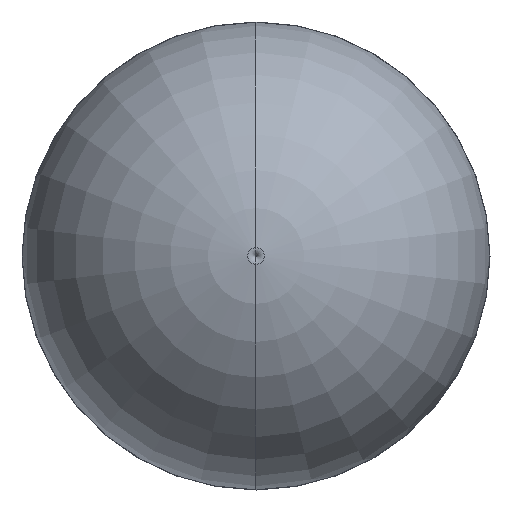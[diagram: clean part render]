
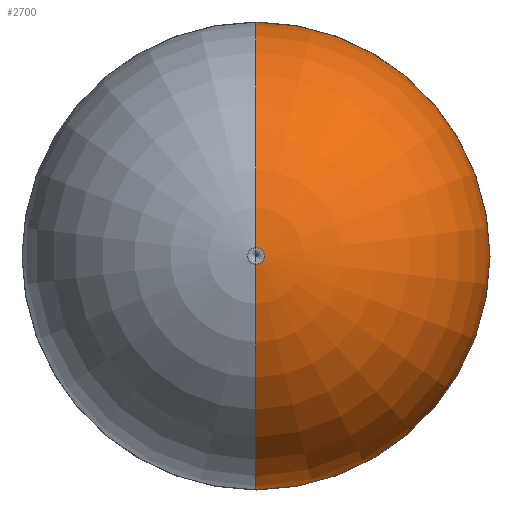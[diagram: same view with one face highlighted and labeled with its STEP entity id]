
A CAD part, left-side view. The second image highlights one B-rep face of the part: STEP entity #2700.
In plain terms, the highlighted toroidal (fillet/blend) face has major radius 0.027 mm and minor radius 12.486 mm.
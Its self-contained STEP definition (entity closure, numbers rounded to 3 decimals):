
#125 = CARTESIAN_POINT ( 'NONE',  ( 0.038, 0., 0. ) ) ;
#148 = CIRCLE ( 'NONE', #4292, 12.459 ) ;
#391 = EDGE_LOOP ( 'NONE', ( #1574, #1963, #3055, #3389 ) ) ;
#529 = DIRECTION ( 'NONE',  ( -1., 0., 0. ) ) ;
#804 = DIRECTION ( 'NONE',  ( -1., 0., 0. ) ) ;
#818 = AXIS2_PLACEMENT_3D ( 'NONE', #4345, #1176, #4002 ) ;
#831 = VERTEX_POINT ( 'NONE', #3505 ) ;
#917 = CARTESIAN_POINT ( 'NONE',  ( 0.038, 0., 0.446 ) ) ;
#1089 = VERTEX_POINT ( 'NONE', #917 ) ;
#1176 = DIRECTION ( 'NONE',  ( 0., 1., 0. ) ) ;
#1264 = CIRCLE ( 'NONE', #3855, 0.446 ) ;
#1402 = EDGE_CURVE ( 'NONE', #1532, #831, #2217, .T. ) ;
#1406 = TOROIDAL_SURFACE ( 'NONE', #1476, -0.027, 12.486 ) ;
#1476 = AXIS2_PLACEMENT_3D ( 'NONE', #2336, #529, #3743 ) ;
#1509 = DIRECTION ( 'NONE',  ( 0., 0., 1. ) ) ;
#1532 = VERTEX_POINT ( 'NONE', #3376 ) ;
#1574 = ORIENTED_EDGE ( 'NONE', *, *, #1402, .F. ) ;
#1593 = DIRECTION ( 'NONE',  ( 0., -1., 0. ) ) ;
#1626 = AXIS2_PLACEMENT_3D ( 'NONE', #2288, #1593, #2670 ) ;
#1963 = ORIENTED_EDGE ( 'NONE', *, *, #2523, .T. ) ;
#2018 = EDGE_CURVE ( 'NONE', #831, #1089, #1264, .T. ) ;
#2167 = DIRECTION ( 'NONE',  ( 0., 0., 1. ) ) ;
#2210 = DIRECTION ( 'NONE',  ( -1., 0., 0. ) ) ;
#2217 = CIRCLE ( 'NONE', #818, 12.486 ) ;
#2288 = CARTESIAN_POINT ( 'NONE',  ( 12.515, 0., -0.027 ) ) ;
#2317 = EDGE_CURVE ( 'NONE', #2600, #1089, #3624, .T. ) ;
#2336 = CARTESIAN_POINT ( 'NONE',  ( 12.515, 0., 0. ) ) ;
#2385 = FACE_OUTER_BOUND ( 'NONE', #391, .T. ) ;
#2523 = EDGE_CURVE ( 'NONE', #1532, #2600, #148, .T. ) ;
#2528 = CARTESIAN_POINT ( 'NONE',  ( 12.492, 0., 12.459 ) ) ;
#2600 = VERTEX_POINT ( 'NONE', #2528 ) ;
#2670 = DIRECTION ( 'NONE',  ( 0., 0., -1. ) ) ;
#2700 = ADVANCED_FACE ( 'NONE', ( #2385 ), #1406, .T. ) ;
#3055 = ORIENTED_EDGE ( 'NONE', *, *, #2317, .T. ) ;
#3376 = CARTESIAN_POINT ( 'NONE',  ( 12.492, 0., -12.459 ) ) ;
#3389 = ORIENTED_EDGE ( 'NONE', *, *, #2018, .F. ) ;
#3505 = CARTESIAN_POINT ( 'NONE',  ( 0.038, 0., -0.446 ) ) ;
#3624 = CIRCLE ( 'NONE', #1626, 12.486 ) ;
#3743 = DIRECTION ( 'NONE',  ( 0., 0., 1. ) ) ;
#3855 = AXIS2_PLACEMENT_3D ( 'NONE', #125, #804, #1509 ) ;
#4002 = DIRECTION ( 'NONE',  ( 0., 0., 1. ) ) ;
#4292 = AXIS2_PLACEMENT_3D ( 'NONE', #4340, #2210, #2167 ) ;
#4340 = CARTESIAN_POINT ( 'NONE',  ( 12.492, 0., 0. ) ) ;
#4345 = CARTESIAN_POINT ( 'NONE',  ( 12.515, 0., 0.027 ) ) ;
